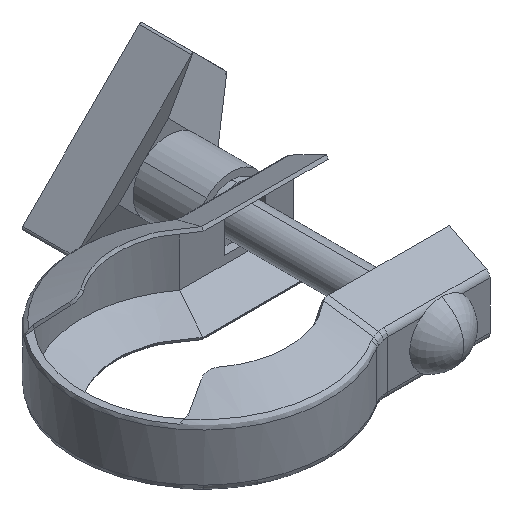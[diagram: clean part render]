
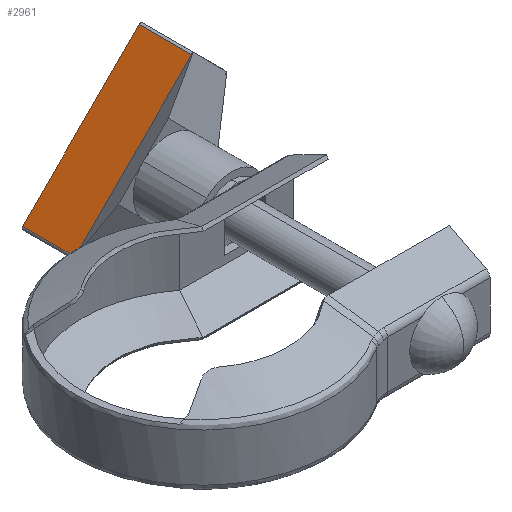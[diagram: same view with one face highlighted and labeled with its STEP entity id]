
A CAD part, isometric view. The second image highlights one B-rep face of the part: STEP entity #2961.
In plain terms, the highlighted planar face has unit normal (-0.707, 0, 0.707).
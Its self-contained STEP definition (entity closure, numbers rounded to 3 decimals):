
#289 = CARTESIAN_POINT ( 'NONE',  ( 31.368, 32.229, -0.437 ) ) ;
#462 = CARTESIAN_POINT ( 'NONE',  ( 31.155, 32.229, -0.649 ) ) ;
#688 = ORIENTED_EDGE ( 'NONE', *, *, #5742, .T. ) ;
#777 = CARTESIAN_POINT ( 'NONE',  ( 14.609, 32.229, -17.195 ) ) ;
#1252 = VERTEX_POINT ( 'NONE', #6613 ) ;
#1871 = VERTEX_POINT ( 'NONE', #10657 ) ;
#2076 = DIRECTION ( 'NONE',  ( 0., 1., 0. ) ) ;
#2120 = CARTESIAN_POINT ( 'NONE',  ( 14.609, 24.777, -17.195 ) ) ;
#2138 = FACE_OUTER_BOUND ( 'NONE', #3750, .T. ) ;
#2220 = ORIENTED_EDGE ( 'NONE', *, *, #9384, .F. ) ;
#2961 = ADVANCED_FACE ( 'NONE', ( #2138 ), #6805, .F. ) ;
#2978 = DIRECTION ( 'NONE',  ( 0., -1., 0. ) ) ;
#3258 = VERTEX_POINT ( 'NONE', #777 ) ;
#3750 = EDGE_LOOP ( 'NONE', ( #2220, #688, #8142, #7298 ) ) ;
#4243 = CARTESIAN_POINT ( 'NONE',  ( 31.368, 32.229, -0.437 ) ) ;
#4460 = CARTESIAN_POINT ( 'NONE',  ( 31.368, 24.777, -0.437 ) ) ;
#4955 = EDGE_CURVE ( 'NONE', #3258, #1871, #6699, .T. ) ;
#5104 = DIRECTION ( 'NONE',  ( 0., -1., 0. ) ) ;
#5398 = DIRECTION ( 'NONE',  ( -0.707, 0., -0.707 ) ) ;
#5412 = LINE ( 'NONE', #289, #9690 ) ;
#5742 = EDGE_CURVE ( 'NONE', #1252, #8901, #10580, .T. ) ;
#5779 = LINE ( 'NONE', #4460, #9792 ) ;
#6613 = CARTESIAN_POINT ( 'NONE',  ( 31.155, 24.777, -0.649 ) ) ;
#6699 = LINE ( 'NONE', #2120, #10977 ) ;
#6805 = PLANE ( 'NONE',  #9849 ) ;
#7225 = CARTESIAN_POINT ( 'NONE',  ( 31.155, 32.229, -0.649 ) ) ;
#7298 = ORIENTED_EDGE ( 'NONE', *, *, #4955, .T. ) ;
#8142 = ORIENTED_EDGE ( 'NONE', *, *, #10440, .T. ) ;
#8901 = VERTEX_POINT ( 'NONE', #462 ) ;
#9384 = EDGE_CURVE ( 'NONE', #1252, #1871, #5779, .T. ) ;
#9690 = VECTOR ( 'NONE', #5398, 1000. ) ;
#9792 = VECTOR ( 'NONE', #10522, 1000. ) ;
#9849 = AXIS2_PLACEMENT_3D ( 'NONE', #4243, #10238, #5104 ) ;
#10238 = DIRECTION ( 'NONE',  ( 0.707, 0., -0.707 ) ) ;
#10322 = VECTOR ( 'NONE', #2076, 1000. ) ;
#10440 = EDGE_CURVE ( 'NONE', #8901, #3258, #5412, .T. ) ;
#10522 = DIRECTION ( 'NONE',  ( -0.707, 0., -0.707 ) ) ;
#10580 = LINE ( 'NONE', #7225, #10322 ) ;
#10657 = CARTESIAN_POINT ( 'NONE',  ( 14.609, 24.777, -17.195 ) ) ;
#10977 = VECTOR ( 'NONE', #2978, 1000. ) ;
